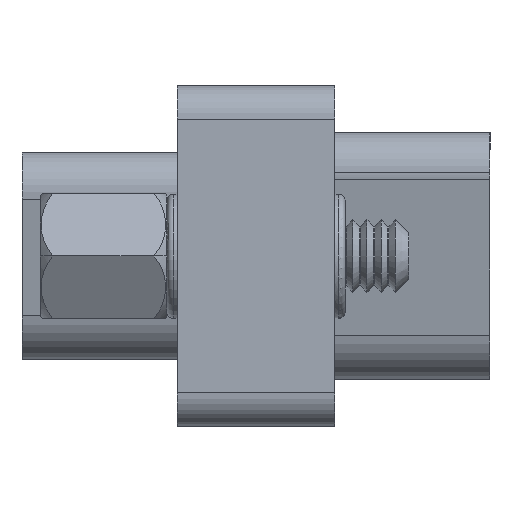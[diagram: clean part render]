
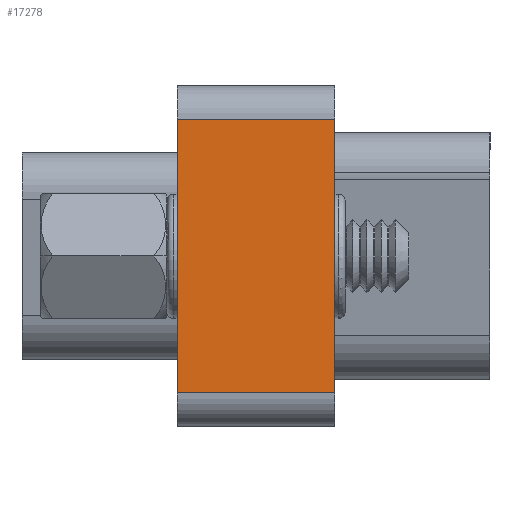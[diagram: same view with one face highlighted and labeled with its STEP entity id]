
A CAD part, left-side view. The second image highlights one B-rep face of the part: STEP entity #17278.
In plain terms, the highlighted planar face has unit normal (-1, 0, 0).
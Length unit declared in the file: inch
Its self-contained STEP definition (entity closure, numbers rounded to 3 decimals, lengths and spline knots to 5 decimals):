
#153 = VERTEX_POINT ( 'NONE', #10434 ) ;
#950 = VERTEX_POINT ( 'NONE', #17042 ) ;
#1346 = EDGE_CURVE ( 'NONE', #9854, #950, #32988, .T. ) ;
#1781 = LINE ( 'NONE', #30795, #24860 ) ;
#2369 = CARTESIAN_POINT ( 'NONE',  ( -1.05, -0.11811, 0.205 ) ) ;
#4916 = DIRECTION ( 'NONE',  ( 0., 0., -1. ) ) ;
#5745 = EDGE_CURVE ( 'NONE', #12398, #9854, #28467, .T. ) ;
#6587 = DIRECTION ( 'NONE',  ( 0., 1., 0. ) ) ;
#6900 = EDGE_LOOP ( 'NONE', ( #32191, #27724, #31936, #26027 ) ) ;
#7005 = DIRECTION ( 'NONE',  ( 0., 0., 1. ) ) ;
#9259 = VECTOR ( 'NONE', #26756, 39.37008 ) ;
#9854 = VERTEX_POINT ( 'NONE', #2369 ) ;
#10070 = VECTOR ( 'NONE', #27780, 39.37008 ) ;
#10434 = CARTESIAN_POINT ( 'NONE',  ( -1.05, 0.11811, -0.205 ) ) ;
#12398 = VERTEX_POINT ( 'NONE', #16021 ) ;
#12911 = CARTESIAN_POINT ( 'NONE',  ( -1.05, 0.11811, 0.255 ) ) ;
#13732 = LINE ( 'NONE', #18761, #9259 ) ;
#13879 = EDGE_CURVE ( 'NONE', #153, #12398, #13732, .T. ) ;
#14336 = AXIS2_PLACEMENT_3D ( 'NONE', #12911, #18454, #4916 ) ;
#16021 = CARTESIAN_POINT ( 'NONE',  ( -1.05, -0.11811, -0.205 ) ) ;
#17042 = CARTESIAN_POINT ( 'NONE',  ( -1.05, 0.11811, 0.205 ) ) ;
#17220 = EDGE_CURVE ( 'NONE', #153, #950, #1781, .T. ) ;
#17278 = ADVANCED_FACE ( 'NONE', ( #18105 ), #20880, .F. ) ;
#18105 = FACE_OUTER_BOUND ( 'NONE', #6900, .T. ) ;
#18454 = DIRECTION ( 'NONE',  ( 1., 0., 0. ) ) ;
#18761 = CARTESIAN_POINT ( 'NONE',  ( -1.05, 0.11811, -0.205 ) ) ;
#19772 = CARTESIAN_POINT ( 'NONE',  ( -1.05, 0.11811, 0.205 ) ) ;
#20308 = CARTESIAN_POINT ( 'NONE',  ( -1.05, -0.11811, 0.255 ) ) ;
#20880 = PLANE ( 'NONE',  #14336 ) ;
#24365 = VECTOR ( 'NONE', #6587, 39.37008 ) ;
#24860 = VECTOR ( 'NONE', #7005, 39.37008 ) ;
#26027 = ORIENTED_EDGE ( 'NONE', *, *, #13879, .T. ) ;
#26756 = DIRECTION ( 'NONE',  ( 0., -1., 0. ) ) ;
#27724 = ORIENTED_EDGE ( 'NONE', *, *, #1346, .T. ) ;
#27780 = DIRECTION ( 'NONE',  ( 0., 0., 1. ) ) ;
#28467 = LINE ( 'NONE', #20308, #10070 ) ;
#30795 = CARTESIAN_POINT ( 'NONE',  ( -1.05, 0.11811, 0.255 ) ) ;
#31936 = ORIENTED_EDGE ( 'NONE', *, *, #17220, .F. ) ;
#32191 = ORIENTED_EDGE ( 'NONE', *, *, #5745, .T. ) ;
#32988 = LINE ( 'NONE', #19772, #24365 ) ;
